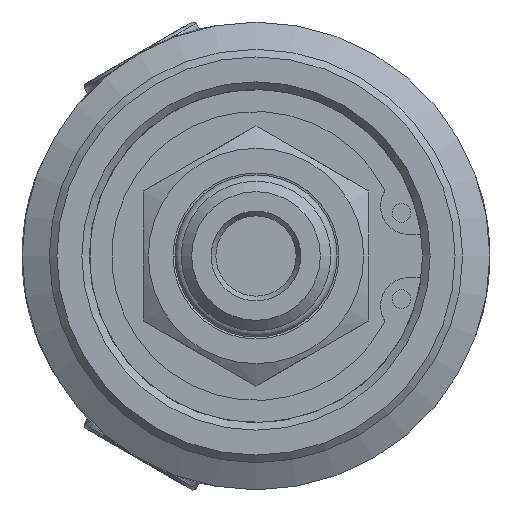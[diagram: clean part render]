
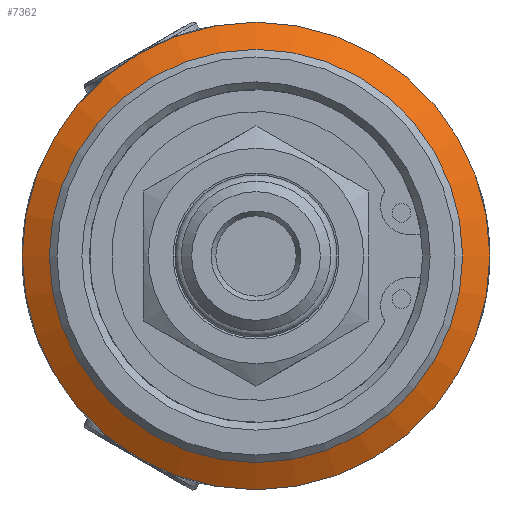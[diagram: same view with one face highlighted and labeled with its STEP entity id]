
A CAD part, left-side view. The second image highlights one B-rep face of the part: STEP entity #7362.
In plain terms, the highlighted conical face has half-angle 60 degrees and reference radius 23.312 mm.
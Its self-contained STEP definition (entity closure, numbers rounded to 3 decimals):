
#14=CONICAL_SURFACE('',#7839,23.312,1.047);
#993=LINE('',#47609,#1426);
#1426=VECTOR('',#9079,23.312);
#2156=FACE_OUTER_BOUND('',#2599,.T.);
#2599=EDGE_LOOP('',(#6435,#6436,#6437,#6438,#6439,#6440));
#2894=CIRCLE('',#7810,24.75);
#2895=CIRCLE('',#7811,24.75);
#2905=CIRCLE('',#7840,21.874);
#2906=CIRCLE('',#7841,21.874);
#3540=VERTEX_POINT('',#47306);
#3541=VERTEX_POINT('',#47308);
#3579=VERTEX_POINT('',#47608);
#3580=VERTEX_POINT('',#47610);
#4529=EDGE_CURVE('',#3540,#3541,#2894,.T.);
#4530=EDGE_CURVE('',#3541,#3540,#2895,.T.);
#4578=EDGE_CURVE('',#3540,#3579,#993,.T.);
#4579=EDGE_CURVE('',#3579,#3580,#2905,.T.);
#4580=EDGE_CURVE('',#3580,#3579,#2906,.T.);
#6435=ORIENTED_EDGE('',*,*,#4530,.F.);
#6436=ORIENTED_EDGE('',*,*,#4529,.F.);
#6437=ORIENTED_EDGE('',*,*,#4578,.T.);
#6438=ORIENTED_EDGE('',*,*,#4579,.T.);
#6439=ORIENTED_EDGE('',*,*,#4580,.T.);
#6440=ORIENTED_EDGE('',*,*,#4578,.F.);
#7362=ADVANCED_FACE('',(#2156),#14,.T.);
#7810=AXIS2_PLACEMENT_3D('',#47309,#9005,#9006);
#7811=AXIS2_PLACEMENT_3D('',#47310,#9007,#9008);
#7839=AXIS2_PLACEMENT_3D('',#47607,#9077,#9078);
#7840=AXIS2_PLACEMENT_3D('',#47611,#9080,#9081);
#7841=AXIS2_PLACEMENT_3D('',#47612,#9082,#9083);
#9005=DIRECTION('center_axis',(1.,0.,0.));
#9006=DIRECTION('ref_axis',(0.,1.,0.));
#9007=DIRECTION('center_axis',(1.,0.,0.));
#9008=DIRECTION('ref_axis',(0.,1.,0.));
#9077=DIRECTION('center_axis',(1.,0.,0.));
#9078=DIRECTION('ref_axis',(0.,1.,0.));
#9079=DIRECTION('',(-0.5,0.866,0.));
#9080=DIRECTION('center_axis',(1.,0.,0.));
#9081=DIRECTION('ref_axis',(0.,1.,0.));
#9082=DIRECTION('center_axis',(1.,0.,0.));
#9083=DIRECTION('ref_axis',(0.,1.,0.));
#47306=CARTESIAN_POINT('',(37.66,-24.75,0.));
#47308=CARTESIAN_POINT('',(37.66,24.75,0.));
#47309=CARTESIAN_POINT('Origin',(37.66,0.,0.));
#47310=CARTESIAN_POINT('Origin',(37.66,0.,0.));
#47607=CARTESIAN_POINT('Origin',(36.83,0.,0.));
#47608=CARTESIAN_POINT('',(36.,-21.874,0.));
#47609=CARTESIAN_POINT('',(36.83,-23.312,0.));
#47610=CARTESIAN_POINT('',(36.,21.874,0.));
#47611=CARTESIAN_POINT('Origin',(36.,0.,0.));
#47612=CARTESIAN_POINT('Origin',(36.,0.,0.));
